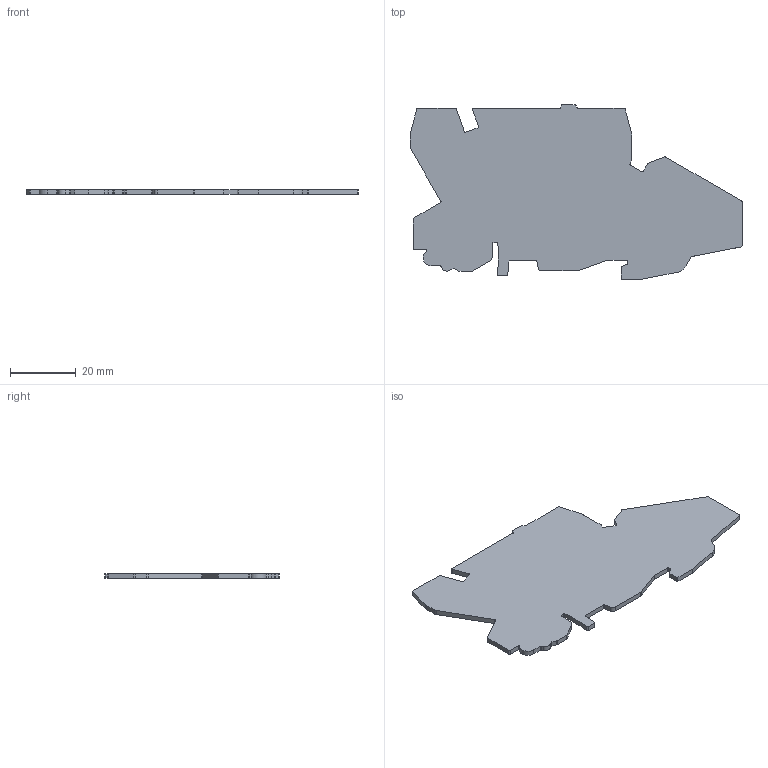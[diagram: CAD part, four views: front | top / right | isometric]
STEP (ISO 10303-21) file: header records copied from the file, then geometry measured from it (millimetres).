
FILE_DESCRIPTION((''),'2;1');
FILE_NAME('FDLI2540_AP','2012-05-14T',('Carl'),(''),'PRO/ENGINEER BY PARAMETRIC TECHNOLOGY CORPORATION, 2007390','PRO/ENGINEER BY PARAMETRIC TECHNOLOGY CORPORATION, 2007390','');
FILE_SCHEMA(('CONFIG_CONTROL_DESIGN'));
Length unit declared in the file: millimetre
Products named in the file (1): FDLI2540_AP
Bounding box: 100.99 x 53 x 1.5 mm (x, y, z)
Volume: 5970.3 mm3; surface area: 8470.6 mm2
Topology: 1 solids, 1 shells, 97 faces, 285 edges, 190 vertices
Faces by surface type: cylinder 49, plane 48
Entity records: 3295 total; most frequent: DIRECTION 577, CARTESIAN_POINT 572, ORIENTED_EDGE 570, EDGE_CURVE 285, AXIS2_PLACEMENT_3D 195, VERTEX_POINT 190, VECTOR 187, LINE 187
